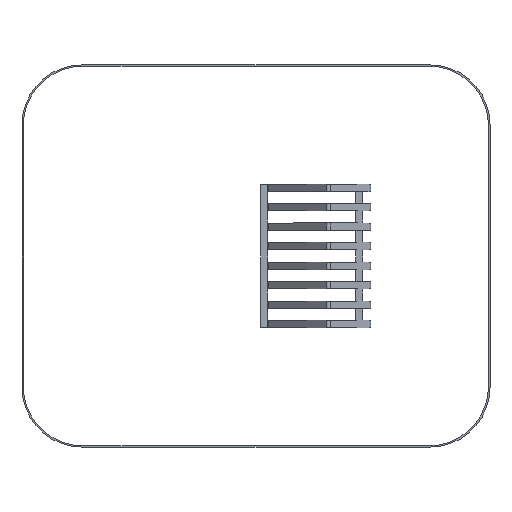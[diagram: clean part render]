
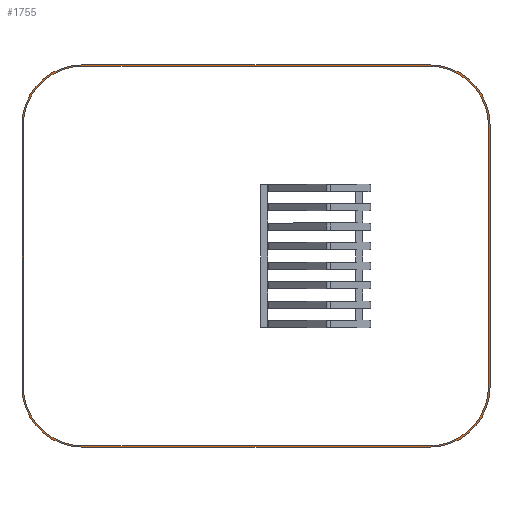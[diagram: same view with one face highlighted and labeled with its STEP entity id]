
A CAD part, top view. The second image highlights one B-rep face of the part: STEP entity #1755.
In plain terms, the highlighted planar face has unit normal (0, 0, 1).
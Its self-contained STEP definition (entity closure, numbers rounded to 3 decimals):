
#1755=ADVANCED_FACE('',(#3233,#3235),#3237,.F.);
#3233=FACE_BOUND('',#3234,.T.);
#3234=EDGE_LOOP('',(#4179,#4180,#4181,#4182,#4183,#4184,#4185,#4186));
#3235=FACE_BOUND('',#3236,.T.);
#3236=EDGE_LOOP('',(#4187,#4188,#4189,#4190,#4191,#4192,#4193,#4194));
#3237=PLANE('',#3238);
#3238=AXIS2_PLACEMENT_3D('',#3239,#3240,#3241);
#3239=CARTESIAN_POINT('',(0.,0.,0.7));
#3240=DIRECTION('',(0.,0.,-1.));
#3241=DIRECTION('',(0.,-1.,0.));
#4179=ORIENTED_EDGE('',*,*,#4683,.F.);
#4180=ORIENTED_EDGE('',*,*,#4684,.F.);
#4181=ORIENTED_EDGE('',*,*,#4685,.F.);
#4182=ORIENTED_EDGE('',*,*,#4686,.F.);
#4183=ORIENTED_EDGE('',*,*,#4687,.F.);
#4184=ORIENTED_EDGE('',*,*,#4688,.F.);
#4185=ORIENTED_EDGE('',*,*,#4689,.F.);
#4186=ORIENTED_EDGE('',*,*,#4690,.F.);
#4187=ORIENTED_EDGE('',*,*,#4691,.T.);
#4188=ORIENTED_EDGE('',*,*,#4692,.T.);
#4189=ORIENTED_EDGE('',*,*,#4693,.T.);
#4190=ORIENTED_EDGE('',*,*,#4694,.T.);
#4191=ORIENTED_EDGE('',*,*,#4695,.T.);
#4192=ORIENTED_EDGE('',*,*,#4696,.T.);
#4193=ORIENTED_EDGE('',*,*,#4697,.T.);
#4194=ORIENTED_EDGE('',*,*,#4698,.T.);
#4683=EDGE_CURVE('',#5347,#5348,#5349,.T.);
#4684=EDGE_CURVE('',#5350,#5347,#5351,.T.);
#4685=EDGE_CURVE('',#5352,#5350,#5353,.T.);
#4686=EDGE_CURVE('',#5354,#5352,#5355,.T.);
#4687=EDGE_CURVE('',#5356,#5354,#5357,.T.);
#4688=EDGE_CURVE('',#5358,#5356,#5359,.T.);
#4689=EDGE_CURVE('',#5360,#5358,#5361,.T.);
#4690=EDGE_CURVE('',#5348,#5360,#5362,.T.);
#4691=EDGE_CURVE('',#5363,#5364,#5365,.T.);
#4692=EDGE_CURVE('',#5364,#5366,#5367,.T.);
#4693=EDGE_CURVE('',#5366,#5368,#5369,.T.);
#4694=EDGE_CURVE('',#5368,#5370,#5371,.T.);
#4695=EDGE_CURVE('',#5370,#5372,#5373,.T.);
#4696=EDGE_CURVE('',#5372,#5374,#5375,.T.);
#4697=EDGE_CURVE('',#5374,#5376,#5377,.T.);
#4698=EDGE_CURVE('',#5376,#5363,#5378,.T.);
#5347=VERTEX_POINT('',#6963);
#5348=VERTEX_POINT('',#6964);
#5349=LINE('',#6965,#6966);
#5350=VERTEX_POINT('',#6968);
#5351=CIRCLE('',#6969,500.);
#5352=VERTEX_POINT('',#6973);
#5353=LINE('',#6974,#6975);
#5354=VERTEX_POINT('',#6977);
#5355=CIRCLE('',#6978,500.);
#5356=VERTEX_POINT('',#6982);
#5357=LINE('',#6983,#6984);
#5358=VERTEX_POINT('',#6986);
#5359=CIRCLE('',#6987,500.);
#5360=VERTEX_POINT('',#6991);
#5361=LINE('',#6992,#6993);
#5362=CIRCLE('',#6995,500.);
#5363=VERTEX_POINT('',#6999);
#5364=VERTEX_POINT('',#7000);
#5365=LINE('',#7001,#7002);
#5366=VERTEX_POINT('',#7004);
#5367=CIRCLE('',#7005,500.);
#5368=VERTEX_POINT('',#7009);
#5369=LINE('',#7010,#7011);
#5370=VERTEX_POINT('',#7013);
#5371=CIRCLE('',#7014,500.);
#5372=VERTEX_POINT('',#7018);
#5373=LINE('',#7019,#7020);
#5374=VERTEX_POINT('',#7022);
#5375=CIRCLE('',#7023,500.);
#5376=VERTEX_POINT('',#7027);
#5377=LINE('',#7028,#7029);
#5378=CIRCLE('',#7031,500.);
#6963=CARTESIAN_POINT('',(1064.,500.,0.7));
#6964=CARTESIAN_POINT('',(1064.,-1700.,0.7));
#6965=CARTESIAN_POINT('',(1064.,500.,0.7));
#6966=VECTOR('',#6967,1.);
#6967=DIRECTION('',(0.,-1.,0.));
#6968=CARTESIAN_POINT('',(564.,1000.,0.7));
#6969=AXIS2_PLACEMENT_3D('',#6970,#6971,#6972);
#6970=CARTESIAN_POINT('',(564.,500.,0.7));
#6971=DIRECTION('',(0.,0.,-1.));
#6972=DIRECTION('',(0.,1.,0.));
#6973=CARTESIAN_POINT('',(-2355.626,1000.,0.7));
#6974=CARTESIAN_POINT('',(-2355.626,1000.,0.7));
#6975=VECTOR('',#6976,1.);
#6976=DIRECTION('',(1.,0.,0.));
#6977=CARTESIAN_POINT('',(-2855.626,500.,0.7));
#6978=AXIS2_PLACEMENT_3D('',#6979,#6980,#6981);
#6979=CARTESIAN_POINT('',(-2355.626,500.,0.7));
#6980=DIRECTION('',(0.,0.,-1.));
#6981=DIRECTION('',(-1.,0.,0.));
#6982=CARTESIAN_POINT('',(-2855.626,-1700.,0.7));
#6983=CARTESIAN_POINT('',(-2855.626,-1700.,0.7));
#6984=VECTOR('',#6985,1.);
#6985=DIRECTION('',(0.,1.,0.));
#6986=CARTESIAN_POINT('',(-2355.626,-2200.,0.7));
#6987=AXIS2_PLACEMENT_3D('',#6988,#6989,#6990);
#6988=CARTESIAN_POINT('',(-2355.626,-1700.,0.7));
#6989=DIRECTION('',(0.,0.,-1.));
#6990=DIRECTION('',(0.,-1.,0.));
#6991=CARTESIAN_POINT('',(564.,-2200.,0.7));
#6992=CARTESIAN_POINT('',(564.,-2200.,0.7));
#6993=VECTOR('',#6994,1.);
#6994=DIRECTION('',(-1.,0.,0.));
#6995=AXIS2_PLACEMENT_3D('',#6996,#6997,#6998);
#6996=CARTESIAN_POINT('',(564.,-1700.,0.7));
#6997=DIRECTION('',(0.,0.,-1.));
#6998=DIRECTION('',(1.,0.,0.));
#6999=CARTESIAN_POINT('',(-2845.626,-1690.,0.7));
#7000=CARTESIAN_POINT('',(-2845.626,490.,0.7));
#7001=CARTESIAN_POINT('',(-2845.626,-1690.,0.7));
#7002=VECTOR('',#7003,1.);
#7003=DIRECTION('',(0.,1.,0.));
#7004=CARTESIAN_POINT('',(-2345.626,990.,0.7));
#7005=AXIS2_PLACEMENT_3D('',#7006,#7007,#7008);
#7006=CARTESIAN_POINT('',(-2345.626,490.,0.7));
#7007=DIRECTION('',(0.,0.,-1.));
#7008=DIRECTION('',(-1.,0.,0.));
#7009=CARTESIAN_POINT('',(551.751,990.,0.7));
#7010=CARTESIAN_POINT('',(-2345.626,990.,0.7));
#7011=VECTOR('',#7012,1.);
#7012=DIRECTION('',(1.,0.,0.));
#7013=CARTESIAN_POINT('',(1051.751,490.,0.7));
#7014=AXIS2_PLACEMENT_3D('',#7015,#7016,#7017);
#7015=CARTESIAN_POINT('',(551.751,490.,0.7));
#7016=DIRECTION('',(0.,0.,-1.));
#7017=DIRECTION('',(0.,1.,0.));
#7018=CARTESIAN_POINT('',(1051.751,-1690.,0.7));
#7019=CARTESIAN_POINT('',(1051.751,490.,0.7));
#7020=VECTOR('',#7021,1.);
#7021=DIRECTION('',(0.,-1.,0.));
#7022=CARTESIAN_POINT('',(551.751,-2190.,0.7));
#7023=AXIS2_PLACEMENT_3D('',#7024,#7025,#7026);
#7024=CARTESIAN_POINT('',(551.751,-1690.,0.7));
#7025=DIRECTION('',(0.,0.,-1.));
#7026=DIRECTION('',(1.,0.,0.));
#7027=CARTESIAN_POINT('',(-2345.626,-2190.,0.7));
#7028=CARTESIAN_POINT('',(551.751,-2190.,0.7));
#7029=VECTOR('',#7030,1.);
#7030=DIRECTION('',(-1.,0.,0.));
#7031=AXIS2_PLACEMENT_3D('',#7032,#7033,#7034);
#7032=CARTESIAN_POINT('',(-2345.626,-1690.,0.7));
#7033=DIRECTION('',(0.,0.,-1.));
#7034=DIRECTION('',(0.,-1.,0.));
